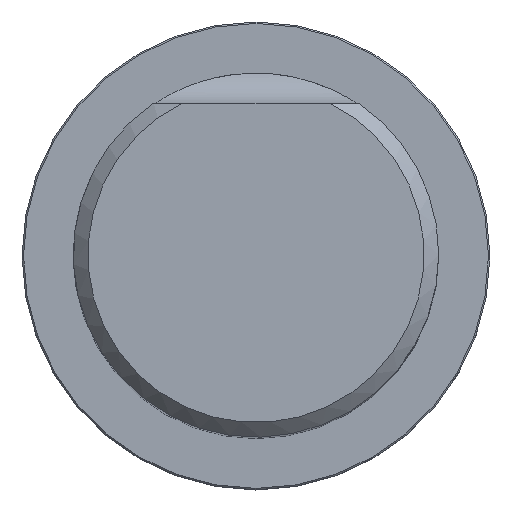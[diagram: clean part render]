
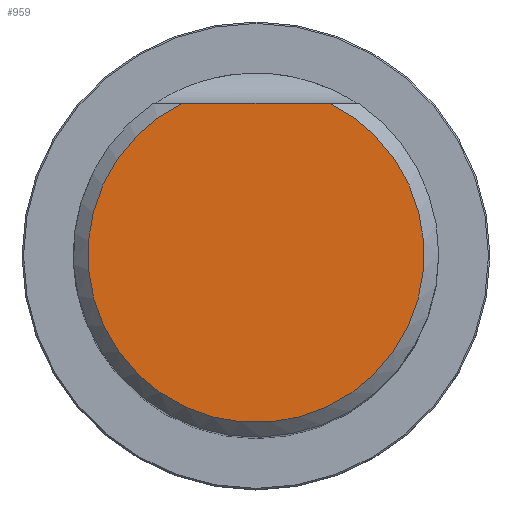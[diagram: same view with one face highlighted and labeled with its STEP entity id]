
A CAD part, top view. The second image highlights one B-rep face of the part: STEP entity #959.
In plain terms, the highlighted planar face has unit normal (0, 0, 1).
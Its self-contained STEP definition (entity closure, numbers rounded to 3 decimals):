
#283=PLANE('',#4958);
#425=LINE('',#7259,#668);
#668=VECTOR('',#5566,1.);
#959=ADVANCED_FACE('CU_SU_1',(#1291),#283,.T.);
#1291=FACE_OUTER_BOUND('',#1528,.T.);
#1528=EDGE_LOOP('',(#2239,#2240));
#1955=CIRCLE('',#4957,11.497);
#2239=ORIENTED_EDGE('',*,*,#4007,.F.);
#2240=ORIENTED_EDGE('',*,*,#4008,.F.);
#3531=VERTEX_POINT('',#7257);
#3532=VERTEX_POINT('',#7258);
#4007=EDGE_CURVE('',#3531,#3532,#1955,.T.);
#4008=EDGE_CURVE('',#3532,#3531,#425,.T.);
#4957=AXIS2_PLACEMENT_3D('',#7256,#5564,#5565);
#4958=AXIS2_PLACEMENT_3D('',#7260,#5567,#5568);
#5564=DIRECTION('',(0.,0.,-1.));
#5565=DIRECTION('',(1.,0.,0.));
#5566=DIRECTION('',(1.,0.,0.));
#5567=DIRECTION('',(0.,0.,1.));
#5568=DIRECTION('',(1.,0.,0.));
#7256=CARTESIAN_POINT('',(0.,0.,56.));
#7257=CARTESIAN_POINT('',(4.999,10.353,56.));
#7258=CARTESIAN_POINT('',(-4.999,10.353,56.));
#7259=CARTESIAN_POINT('',(-50.,10.353,56.));
#7260=CARTESIAN_POINT('',(0.,0.,56.));
